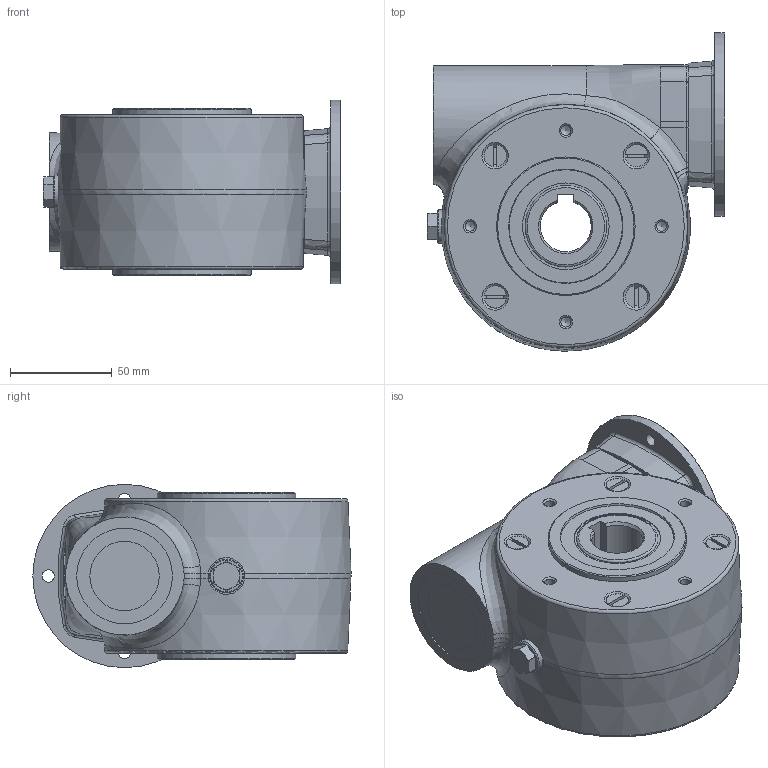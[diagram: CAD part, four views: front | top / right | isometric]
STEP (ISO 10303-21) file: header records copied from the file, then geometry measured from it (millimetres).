
FILE_DESCRIPTION(/* description */ ('Unknown'),/* implementation_level */ '2;1');
FILE_NAME(/* name */ '_P_N50_UNI_N_xx_0_MF_I_N_N_-P_B3_-B_',/* time_stamp */ '2025-09-10T11:38:16+02:00',/* author */ ('Unknown'),/* organization */ ('Unknown'),/* preprocessor_version */ 'ST-DEVELOPER v18.104',/* originating_system */ 'Solid Edge',/* authorisation */ 'Unknown');
FILE_SCHEMA (('AUTOMOTIVE_DESIGN {1 0 10303 214 3 1 1}'));
Length unit declared in the file: millimetre
Products named in the file (6): _P_N50_UNI_N_xx_0_MF_I_N_N_-P_B3_-B_; _B_N50_UNI_; I504047; VTBIM06x14; 0505091P
Assembly tree (8 placements, depth 3):
  _P_N50_UNI_N_xx_0_MF_I_N_N_-P_B3_-B_
    _B_N50_UNI_
    I504047
      I504047
      VTBIM06x14  x4
    0505091P
Bounding box: 146 x 156.22 x 90 mm (x, y, z)
Volume: 1086212.8 mm3; surface area: 101120.7 mm2
Topology: 7 solids, 7 shells, 371 faces, 892 edges, 572 vertices
Faces by surface type: plane 130, cylinder 99, cone 79, bspline 38, torus 25
Full cylindrical faces by diameter (mm): 4.917 x22, 6 x8, 6.5 x4, 10 x4, 10.5 x4, 16.662 x1, 18 x1, 19.5 x1, 25 x1, 30 x1, 34 x1, 40 x1, 42.5 x2, 47 x3, 51.8 x1, 55 x1, 68 x2, 90 x1
Entity records: 12759 total; most frequent: CARTESIAN_POINT 4365, DIRECTION 1326, ORIENTED_EDGE 1234, EDGE_CURVE 617, AXIS2_PLACEMENT_3D 590, FACE_BOUND 494, EDGE_LOOP 484, VERTEX_POINT 451
